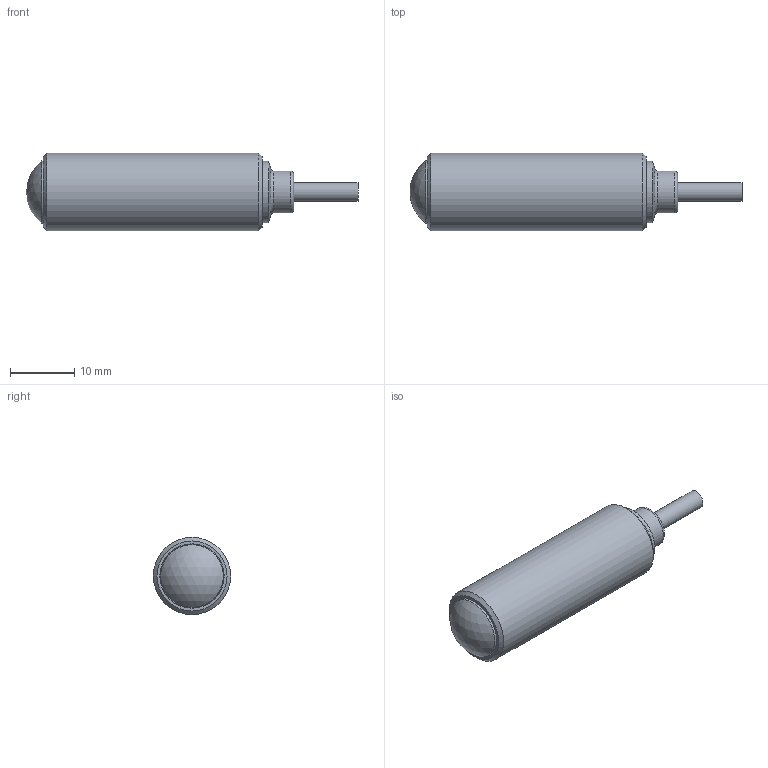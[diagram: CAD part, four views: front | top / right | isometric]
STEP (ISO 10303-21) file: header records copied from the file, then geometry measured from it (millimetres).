
FILE_DESCRIPTION(/* description */ (''),/* implementation_level */ '2;1');
FILE_NAME(/* name */ 'PA12BNT20.stp',/* time_stamp */ '2017-04-20T08:26:37+02:00',/* author */ ('tvb'),/* organization */ (''),/* preprocessor_version */ 'ST-DEVELOPER v16.1',/* originating_system */ 'Autodesk Inventor 2016',/* authorisation */ '');
FILE_SCHEMA (('AUTOMOTIVE_DESIGN { 1 0 10303 214 3 1 1 }'));
Length unit declared in the file: centimetre
Products named in the file (1): PA12BNT20
Bounding box: 51.6 x 12 x 12 mm (x, y, z)
Volume: 4159.3 mm3; surface area: 3904.8 mm2
Topology: 2 solids, 2 shells, 20 faces, 32 edges, 19 vertices
Faces by surface type: cylinder 6, plane 6, cone 4, torus 3, sphere 1
Full cylindrical faces by diameter (mm): 2.9 x1, 3 x1, 6.5 x1, 9.613 x1, 10 x1, 12 x1
Entity records: 420 total; most frequent: DIRECTION 78, CARTESIAN_POINT 57, AXIS2_PLACEMENT_3D 39, EDGE_LOOP 38, ORIENTED_EDGE 38, FACE_OUTER_BOUND 20, ADVANCED_FACE 20, FACE_BOUND 18
